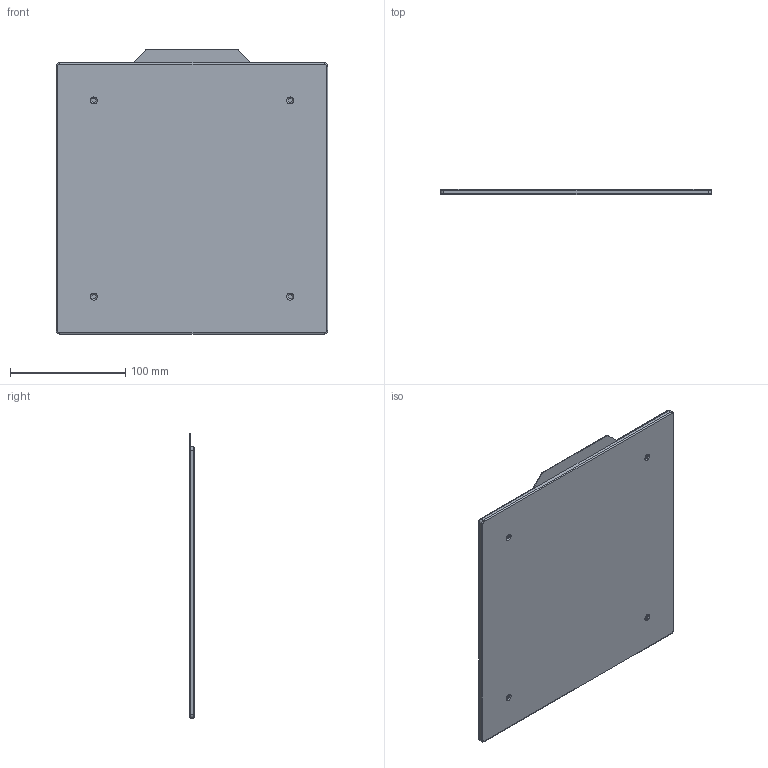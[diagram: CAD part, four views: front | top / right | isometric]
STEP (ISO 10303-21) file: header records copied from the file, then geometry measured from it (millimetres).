
FILE_DESCRIPTION(/* description */ ('STEP AP242','CAx-IF Rec.Pracs.---Representation and Presentation of Product Manufacturing Information (PMI)---4.0---2014-10-13','CAx-IF Rec.Pracs.---3D Tessellated Geometry---0.4---2014-09-14','2;1'),/* implementation_level */ '2;1');
FILE_NAME(/* name */ '66809f9340ad7c69a51737cb',/* time_stamp */ '2024-06-29T23:58:11Z',/* author */ (''),/* organization */ (''),/* preprocessor_version */ 'ST-DEVELOPER v20',/* originating_system */ ' ',/* authorisation */ ' ');
FILE_SCHEMA (('AP242_MANAGED_MODEL_BASED_3D_ENGINEERING_MIM_LF { 1 0 10303 442 1 1 4 }'));
Length unit declared in the file: metre
Products named in the file (3): Assembly 4; PEI Steel Sheet v1; Ender 3 Pro Heated Bed v1
Assembly tree (2 placements, depth 2):
  Assembly 4
    PEI Steel Sheet v1
    Ender 3 Pro Heated Bed v1
Bounding box: 235 x 4.33 x 246.31 mm (x, y, z)
Volume: 238971.4 mm3; surface area: 226551.4 mm2
Topology: 2 solids, 2 shells, 48 faces, 116 edges, 72 vertices
Faces by surface type: cylinder 20, plane 16, torus 8, cone 4
Full cylindrical faces by diameter (mm): 4 x4
Entity records: 1428 total; most frequent: DIRECTION 258, CARTESIAN_POINT 227, ORIENTED_EDGE 208, EDGE_CURVE 104, AXIS2_PLACEMENT_3D 103, VERTEX_POINT 72, EDGE_LOOP 68, FACE_BOUND 68
